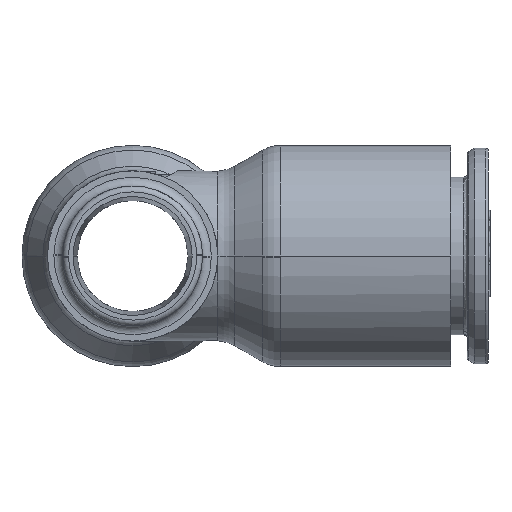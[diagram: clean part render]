
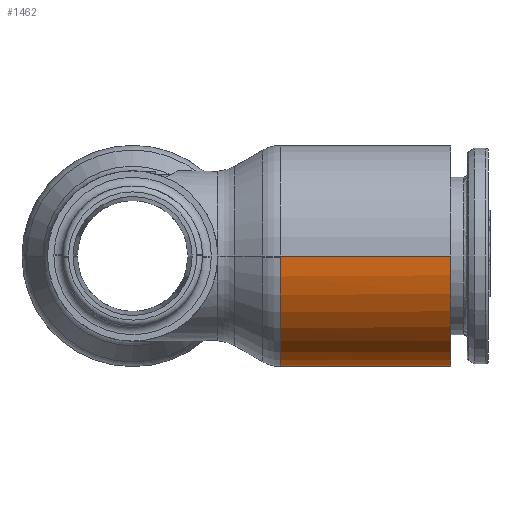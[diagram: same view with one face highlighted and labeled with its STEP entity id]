
A CAD part, front view. The second image highlights one B-rep face of the part: STEP entity #1462.
In plain terms, the highlighted cylindrical face has radius 9.49 mm (diameter 18.98 mm), a partial arc.
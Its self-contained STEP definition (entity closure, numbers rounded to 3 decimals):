
#1462=ADVANCED_FACE('',(#4016),#4017,.T.);
#4016=FACE_OUTER_BOUND('',#13634,.T.);
#4017=CYLINDRICAL_SURFACE('',#13635,9.49);
#13634=EDGE_LOOP('',(#23050,#23051,#23052,#23053,#23054));
#13635=AXIS2_PLACEMENT_3D('',#23055,#23056,#23057);
#23050=ORIENTED_EDGE('',*,*,#26449,.F.);
#23051=ORIENTED_EDGE('',*,*,#26447,.T.);
#23052=ORIENTED_EDGE('',*,*,#26450,.T.);
#23053=ORIENTED_EDGE('',*,*,#26137,.F.);
#23054=ORIENTED_EDGE('',*,*,#26451,.F.);
#23055=CARTESIAN_POINT('',(-1.365,0.0,0.0));
#23056=DIRECTION('',(-1.0,-0.0,0.0));
#23057=DIRECTION('',(0.0,-1.0,0.0));
#26137=EDGE_CURVE('',#31069,#31072,#31073,.T.);
#26447=EDGE_CURVE('',#31563,#31564,#31566,.T.);
#26449=EDGE_CURVE('',#31563,#31064,#31568,.T.);
#26450=EDGE_CURVE('',#31564,#31072,#31569,.T.);
#26451=EDGE_CURVE('',#31064,#31069,#31570,.T.);
#31064=VERTEX_POINT('',#42175);
#31069=VERTEX_POINT('',#42180);
#31072=VERTEX_POINT('',#42183);
#31073=CIRCLE('',#42184,9.49);
#31563=VERTEX_POINT('',#43164);
#31564=VERTEX_POINT('',#43165);
#31566=CIRCLE('',#43167,9.49);
#31568=LINE('',#43169,#43170);
#31569=LINE('',#43171,#43172);
#31570=CIRCLE('',#43173,9.49);
#42175=CARTESIAN_POINT('',(12.654,9.49,0.0));
#42180=CARTESIAN_POINT('',(12.654,-9.489,-0.122));
#42183=CARTESIAN_POINT('',(12.654,-9.49,0.0));
#42184=AXIS2_PLACEMENT_3D('',#47182,#47183,#47184);
#43164=CARTESIAN_POINT('',(27.3,9.49,0.0));
#43165=CARTESIAN_POINT('',(27.3,-9.49,0.0));
#43167=AXIS2_PLACEMENT_3D('',#47772,#47773,#47774);
#43169=CARTESIAN_POINT('',(27.3,9.49,0.0));
#43170=VECTOR('',#47778,14.646);
#43171=CARTESIAN_POINT('',(27.3,-9.49,0.0));
#43172=VECTOR('',#47779,14.646);
#43173=AXIS2_PLACEMENT_3D('',#47780,#47781,#47782);
#47182=CARTESIAN_POINT('',(12.654,0.0,0.0));
#47183=DIRECTION('',(-1.0,0.0,0.0));
#47184=DIRECTION('',(0.0,1.0,0.0));
#47772=CARTESIAN_POINT('',(27.3,0.0,0.0));
#47773=DIRECTION('',(-1.0,0.0,0.0));
#47774=DIRECTION('',(0.0,1.0,0.0));
#47778=DIRECTION('',(-1.0,0.0,0.));
#47779=DIRECTION('',(-1.0,0.0,0.));
#47780=CARTESIAN_POINT('',(12.654,0.0,0.0));
#47781=DIRECTION('',(-1.0,0.0,0.0));
#47782=DIRECTION('',(0.0,1.0,0.0));
